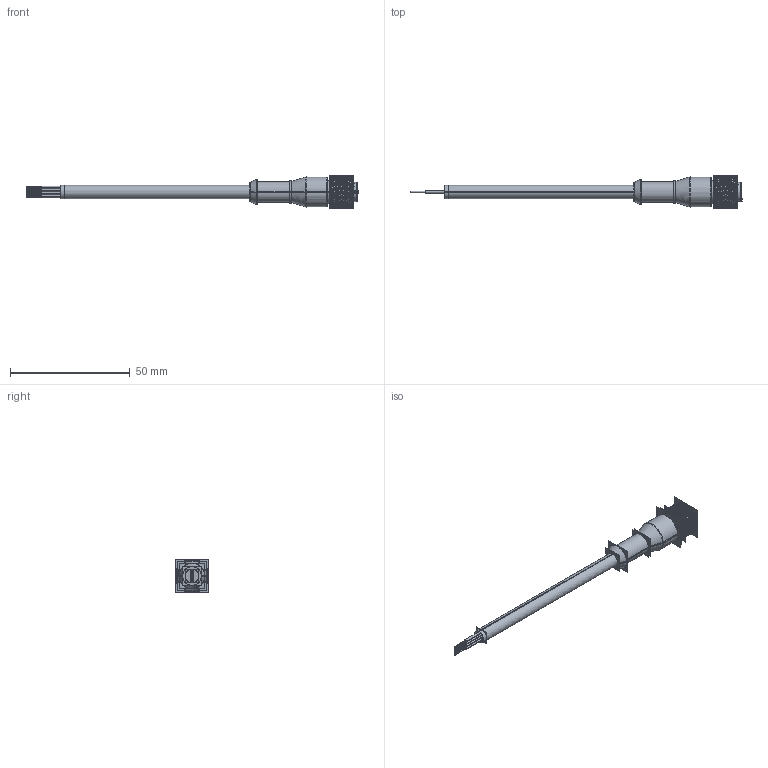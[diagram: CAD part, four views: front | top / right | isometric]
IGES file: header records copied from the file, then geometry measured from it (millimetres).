
Start section:  PTC IGES file: 246799_sm01.igs
Global section: file name: 246799_sm01.igs; native system: Creo Parametric by PTC Inc.; preprocessor: 2022414; author: banengservice; organization: Unknown; date: 20241205.143729; units: millimetre
Bounding box: 138.54 x 14.02 x 14.02 mm (x, y, z)
Volume: 4923.9 mm3; surface area: 27053 mm2
Topology: 1 solids, 1 shells, 7244 faces, 32688 edges, 39096 vertices
Faces by surface type: bspline 5362, revolution 1882
